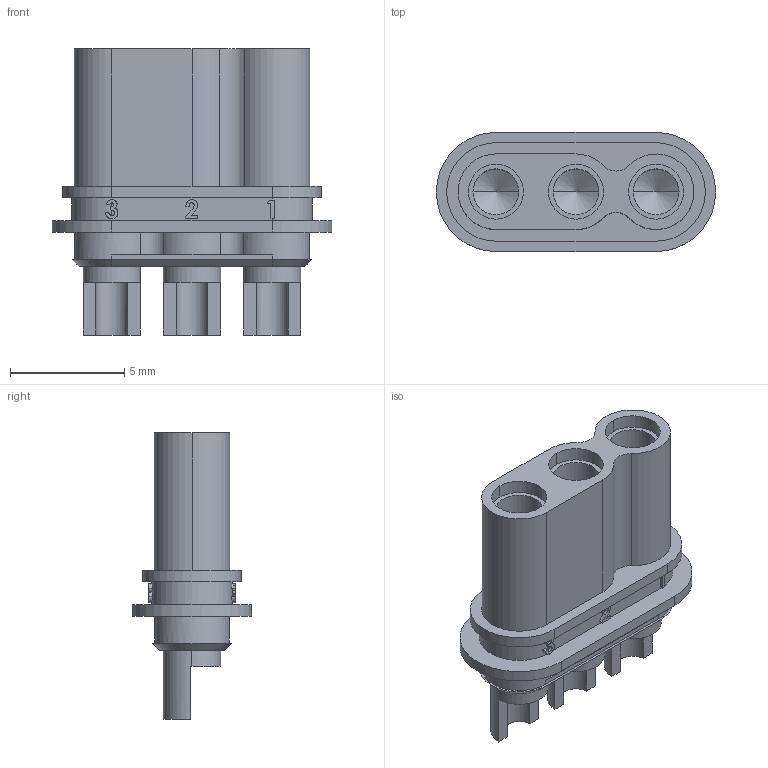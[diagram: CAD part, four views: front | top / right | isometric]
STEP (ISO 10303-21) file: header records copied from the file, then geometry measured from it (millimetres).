
FILE_DESCRIPTION (( 'STEP AP214' ), '1' );
FILE_NAME ('ASM, Amass MR30-FB with Shroud.STEP', '2018-12-05T01:28:40', ( '' ), ( '' ), 'SwSTEP 2.0', 'SolidWorks 2012', '' );
FILE_SCHEMA (( 'AUTOMOTIVE_DESIGN' ));
Length unit declared in the file: millimetre
Products named in the file (1): ASM, Amass MR30-FB with Shroud
Bounding box: 12.2 x 5.2 x 12.5 mm (x, y, z)
Volume: 246.4 mm3; surface area: 1025.1 mm2
Topology: 4 solids, 4 shells, 199 faces, 529 edges, 342 vertices
Faces by surface type: plane 84, cylinder 63, bspline 38, cone 14
Entity records: 10310 total; most frequent: CARTESIAN_POINT 3298, ORIENTED_EDGE 1034, DIRECTION 905, EDGE_CURVE 517, VERTEX_POINT 342, AXIS2_PLACEMENT_3D 313, LINE 279, VECTOR 279
